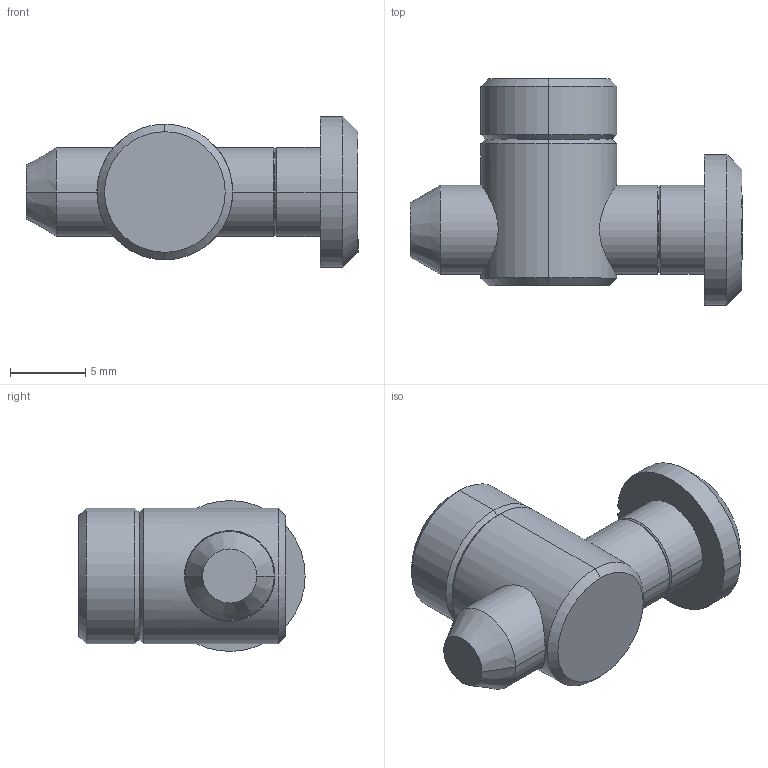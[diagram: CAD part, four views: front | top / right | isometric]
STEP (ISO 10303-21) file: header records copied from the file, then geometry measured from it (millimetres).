
FILE_DESCRIPTION (( 'STEP AP214' ), '1' );
FILE_NAME ('1.20.2H0.STEP', '2024-10-09T15:43:27', ( '' ), ( '' ), 'SwSTEP 2.0', 'SolidWorks 2024', '' );
FILE_SCHEMA (( 'AUTOMOTIVE_DESIGN' ));
Length unit declared in the file: millimetre
Products named in the file (1): 1.20.2H0
Bounding box: 22 x 15 x 10 mm (x, y, z)
Volume: 1226.5 mm3; surface area: 1241.7 mm2
Topology: 2 solids, 2 shells, 54 faces, 122 edges, 73 vertices
Faces by surface type: cone 24, plane 16, cylinder 14
Entity records: 1752 total; most frequent: CARTESIAN_POINT 506, DIRECTION 264, ORIENTED_EDGE 240, EDGE_CURVE 120, AXIS2_PLACEMENT_3D 101, VERTEX_POINT 73, VECTOR 62, LINE 62
